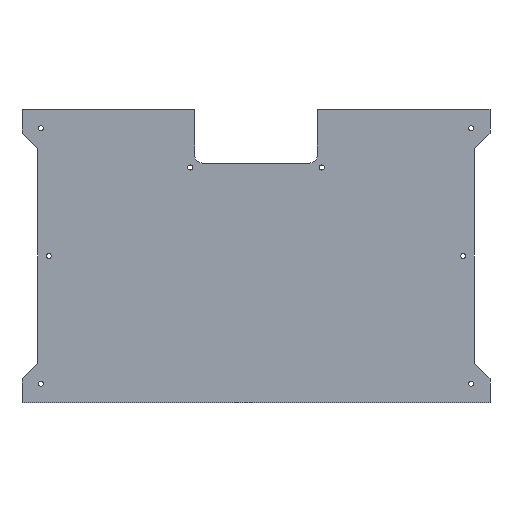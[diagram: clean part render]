
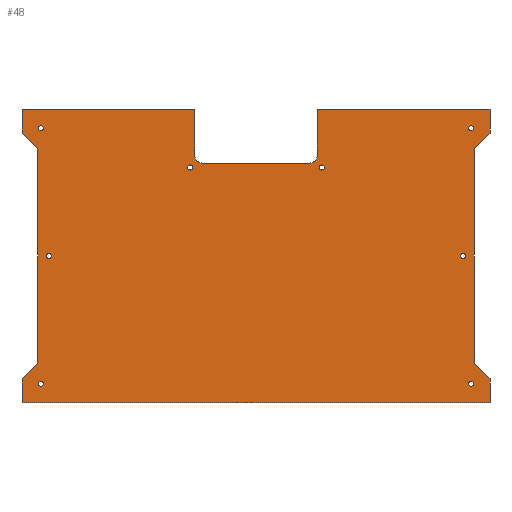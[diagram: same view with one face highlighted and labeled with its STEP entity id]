
A CAD part, front view. The second image highlights one B-rep face of the part: STEP entity #48.
In plain terms, the highlighted planar face has unit normal (0, -1, 0).
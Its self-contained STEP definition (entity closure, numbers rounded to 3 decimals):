
#48=ADVANCED_FACE('',(#300,#302,#304,#306,#308,#310,#312,#314,#316),#318,.F.);
#300=FACE_BOUND('',#301,.T.);
#301=EDGE_LOOP('',(#544,#545,#546,#547,#548,#549,#550,#551,#552,#553,#554,#555,#556,
#557,#558,#559,#560,#561));
#302=FACE_BOUND('',#303,.T.);
#303=EDGE_LOOP('',(#562));
#304=FACE_BOUND('',#305,.T.);
#305=EDGE_LOOP('',(#563));
#306=FACE_BOUND('',#307,.T.);
#307=EDGE_LOOP('',(#564));
#308=FACE_BOUND('',#309,.T.);
#309=EDGE_LOOP('',(#565));
#310=FACE_BOUND('',#311,.T.);
#311=EDGE_LOOP('',(#566));
#312=FACE_BOUND('',#313,.T.);
#313=EDGE_LOOP('',(#567));
#314=FACE_BOUND('',#315,.T.);
#315=EDGE_LOOP('',(#568));
#316=FACE_BOUND('',#317,.T.);
#317=EDGE_LOOP('',(#569));
#318=PLANE('',#319);
#319=AXIS2_PLACEMENT_3D('',#320,#321,#322);
#320=CARTESIAN_POINT('',(0.,0.,0.));
#321=DIRECTION('',(0.,1.,0.));
#322=DIRECTION('',(-1.,0.,0.));
#544=ORIENTED_EDGE('',*,*,#684,.T.);
#545=ORIENTED_EDGE('',*,*,#685,.T.);
#546=ORIENTED_EDGE('',*,*,#686,.T.);
#547=ORIENTED_EDGE('',*,*,#687,.T.);
#548=ORIENTED_EDGE('',*,*,#688,.F.);
#549=ORIENTED_EDGE('',*,*,#689,.F.);
#550=ORIENTED_EDGE('',*,*,#690,.F.);
#551=ORIENTED_EDGE('',*,*,#691,.F.);
#552=ORIENTED_EDGE('',*,*,#692,.F.);
#553=ORIENTED_EDGE('',*,*,#693,.F.);
#554=ORIENTED_EDGE('',*,*,#694,.F.);
#555=ORIENTED_EDGE('',*,*,#695,.F.);
#556=ORIENTED_EDGE('',*,*,#696,.F.);
#557=ORIENTED_EDGE('',*,*,#697,.F.);
#558=ORIENTED_EDGE('',*,*,#698,.F.);
#559=ORIENTED_EDGE('',*,*,#699,.F.);
#560=ORIENTED_EDGE('',*,*,#700,.F.);
#561=ORIENTED_EDGE('',*,*,#701,.T.);
#562=ORIENTED_EDGE('',*,*,#702,.T.);
#563=ORIENTED_EDGE('',*,*,#703,.T.);
#564=ORIENTED_EDGE('',*,*,#704,.T.);
#565=ORIENTED_EDGE('',*,*,#705,.T.);
#566=ORIENTED_EDGE('',*,*,#706,.T.);
#567=ORIENTED_EDGE('',*,*,#707,.T.);
#568=ORIENTED_EDGE('',*,*,#708,.T.);
#569=ORIENTED_EDGE('',*,*,#709,.T.);
#684=EDGE_CURVE('',#754,#755,#756,.T.);
#685=EDGE_CURVE('',#755,#757,#758,.T.);
#686=EDGE_CURVE('',#757,#759,#760,.T.);
#687=EDGE_CURVE('',#759,#761,#762,.T.);
#688=EDGE_CURVE('',#763,#761,#764,.T.);
#689=EDGE_CURVE('',#765,#763,#766,.T.);
#690=EDGE_CURVE('',#767,#765,#768,.T.);
#691=EDGE_CURVE('',#769,#767,#770,.T.);
#692=EDGE_CURVE('',#771,#769,#772,.T.);
#693=EDGE_CURVE('',#773,#771,#774,.T.);
#694=EDGE_CURVE('',#775,#773,#776,.T.);
#695=EDGE_CURVE('',#777,#775,#778,.T.);
#696=EDGE_CURVE('',#779,#777,#780,.T.);
#697=EDGE_CURVE('',#781,#779,#782,.T.);
#698=EDGE_CURVE('',#783,#781,#784,.T.);
#699=EDGE_CURVE('',#785,#783,#786,.T.);
#700=EDGE_CURVE('',#787,#785,#788,.T.);
#701=EDGE_CURVE('',#787,#754,#789,.T.);
#702=EDGE_CURVE('',#790,#790,#791,.T.);
#703=EDGE_CURVE('',#792,#792,#793,.T.);
#704=EDGE_CURVE('',#794,#794,#795,.T.);
#705=EDGE_CURVE('',#796,#796,#797,.T.);
#706=EDGE_CURVE('',#798,#798,#799,.T.);
#707=EDGE_CURVE('',#800,#800,#801,.T.);
#708=EDGE_CURVE('',#802,#802,#803,.T.);
#709=EDGE_CURVE('',#804,#804,#805,.T.);
#754=VERTEX_POINT('',#876);
#755=VERTEX_POINT('',#877);
#756=CIRCLE('',#878,5.);
#757=VERTEX_POINT('',#882);
#758=LINE('',#883,#884);
#759=VERTEX_POINT('',#886);
#760=CIRCLE('',#887,5.);
#761=VERTEX_POINT('',#891);
#762=LINE('',#892,#893);
#763=VERTEX_POINT('',#895);
#764=LINE('',#896,#897);
#765=VERTEX_POINT('',#899);
#766=LINE('',#900,#901);
#767=VERTEX_POINT('',#903);
#768=LINE('',#904,#905);
#769=VERTEX_POINT('',#907);
#770=LINE('',#908,#909);
#771=VERTEX_POINT('',#911);
#772=LINE('',#912,#913);
#773=VERTEX_POINT('',#915);
#774=LINE('',#916,#917);
#775=VERTEX_POINT('',#919);
#776=LINE('',#920,#921);
#777=VERTEX_POINT('',#923);
#778=LINE('',#924,#925);
#779=VERTEX_POINT('',#927);
#780=LINE('',#928,#929);
#781=VERTEX_POINT('',#931);
#782=LINE('',#932,#933);
#783=VERTEX_POINT('',#935);
#784=LINE('',#936,#937);
#785=VERTEX_POINT('',#939);
#786=LINE('',#940,#941);
#787=VERTEX_POINT('',#943);
#788=LINE('',#944,#945);
#789=LINE('',#947,#948);
#790=VERTEX_POINT('',#950);
#791=CIRCLE('',#951,1.6);
#792=VERTEX_POINT('',#955);
#793=CIRCLE('',#956,1.6);
#794=VERTEX_POINT('',#960);
#795=CIRCLE('',#961,1.6);
#796=VERTEX_POINT('',#965);
#797=CIRCLE('',#966,1.6);
#798=VERTEX_POINT('',#970);
#799=CIRCLE('',#971,1.6);
#800=VERTEX_POINT('',#975);
#801=CIRCLE('',#976,1.6);
#802=VERTEX_POINT('',#980);
#803=CIRCLE('',#981,1.6);
#804=VERTEX_POINT('',#985);
#805=CIRCLE('',#986,1.6);
#876=CARTESIAN_POINT('',(21.791,0.,58.642));
#877=CARTESIAN_POINT('',(16.791,0.,53.642));
#878=AXIS2_PLACEMENT_3D('',#879,#880,#881);
#879=CARTESIAN_POINT('',(16.791,0.,58.642));
#880=DIRECTION('',(0.,1.,0.));
#881=DIRECTION('',(1.,0.,0.));
#882=CARTESIAN_POINT('',(-51.209,0.,53.642));
#883=CARTESIAN_POINT('',(16.791,0.,53.642));
#884=VECTOR('',#885,1.);
#885=DIRECTION('',(-1.,0.,0.));
#886=CARTESIAN_POINT('',(-56.209,0.,58.642));
#887=AXIS2_PLACEMENT_3D('',#888,#889,#890);
#888=CARTESIAN_POINT('',(-51.209,0.,58.642));
#889=DIRECTION('',(0.,1.,0.));
#890=DIRECTION('',(0.,0.,-1.));
#891=CARTESIAN_POINT('',(-56.209,0.,87.642));
#892=CARTESIAN_POINT('',(-56.209,0.,58.642));
#893=VECTOR('',#894,1.);
#894=DIRECTION('',(0.,0.,1.));
#895=CARTESIAN_POINT('',(-165.709,0.,87.642));
#896=CARTESIAN_POINT('',(-165.709,0.,87.642));
#897=VECTOR('',#898,1.);
#898=DIRECTION('',(1.,0.,0.));
#899=CARTESIAN_POINT('',(-165.709,0.,72.642));
#900=CARTESIAN_POINT('',(-165.709,0.,72.642));
#901=VECTOR('',#902,1.);
#902=DIRECTION('',(0.,0.,1.));
#903=CARTESIAN_POINT('',(-155.709,0.,62.642));
#904=CARTESIAN_POINT('',(-155.709,0.,62.642));
#905=VECTOR('',#906,1.);
#906=DIRECTION('',(-0.707,0.,0.707));
#907=CARTESIAN_POINT('',(-155.709,0.,-73.358));
#908=CARTESIAN_POINT('',(-155.709,0.,-73.358));
#909=VECTOR('',#910,1.);
#910=DIRECTION('',(0.,0.,1.));
#911=CARTESIAN_POINT('',(-165.709,0.,-83.358));
#912=CARTESIAN_POINT('',(-165.709,0.,-83.358));
#913=VECTOR('',#914,1.);
#914=DIRECTION('',(0.707,0.,0.707));
#915=CARTESIAN_POINT('',(-165.709,0.,-98.358));
#916=CARTESIAN_POINT('',(-165.709,0.,-98.358));
#917=VECTOR('',#918,1.);
#918=DIRECTION('',(0.,0.,1.));
#919=CARTESIAN_POINT('',(131.291,0.,-98.358));
#920=CARTESIAN_POINT('',(131.291,0.,-98.358));
#921=VECTOR('',#922,1.);
#922=DIRECTION('',(-1.,0.,0.));
#923=CARTESIAN_POINT('',(131.291,0.,-83.358));
#924=CARTESIAN_POINT('',(131.291,0.,-83.358));
#925=VECTOR('',#926,1.);
#926=DIRECTION('',(0.,0.,-1.));
#927=CARTESIAN_POINT('',(121.291,0.,-73.358));
#928=CARTESIAN_POINT('',(121.291,0.,-73.358));
#929=VECTOR('',#930,1.);
#930=DIRECTION('',(0.707,0.,-0.707));
#931=CARTESIAN_POINT('',(121.291,0.,62.642));
#932=CARTESIAN_POINT('',(121.291,0.,62.642));
#933=VECTOR('',#934,1.);
#934=DIRECTION('',(0.,0.,-1.));
#935=CARTESIAN_POINT('',(131.291,0.,72.642));
#936=CARTESIAN_POINT('',(131.291,0.,72.642));
#937=VECTOR('',#938,1.);
#938=DIRECTION('',(-0.707,0.,-0.707));
#939=CARTESIAN_POINT('',(131.291,0.,87.642));
#940=CARTESIAN_POINT('',(131.291,0.,87.642));
#941=VECTOR('',#942,1.);
#942=DIRECTION('',(0.,0.,-1.));
#943=CARTESIAN_POINT('',(21.791,0.,87.642));
#944=CARTESIAN_POINT('',(21.791,0.,87.642));
#945=VECTOR('',#946,1.);
#946=DIRECTION('',(1.,0.,0.));
#947=CARTESIAN_POINT('',(21.791,0.,87.642));
#948=VECTOR('',#949,1.);
#949=DIRECTION('',(0.,0.,-1.));
#950=CARTESIAN_POINT('',(23.021,0.,50.812));
#951=AXIS2_PLACEMENT_3D('',#952,#953,#954);
#952=CARTESIAN_POINT('',(24.621,0.,50.812));
#953=DIRECTION('',(0.,1.,0.));
#954=DIRECTION('',(-1.,0.,0.));
#955=CARTESIAN_POINT('',(-60.639,0.,50.812));
#956=AXIS2_PLACEMENT_3D('',#957,#958,#959);
#957=CARTESIAN_POINT('',(-59.039,0.,50.812));
#958=DIRECTION('',(0.,1.,0.));
#959=DIRECTION('',(-1.,0.,0.));
#960=CARTESIAN_POINT('',(112.691,0.,-5.358));
#961=AXIS2_PLACEMENT_3D('',#962,#963,#964);
#962=CARTESIAN_POINT('',(114.291,0.,-5.358));
#963=DIRECTION('',(0.,1.,0.));
#964=DIRECTION('',(-1.,0.,0.));
#965=CARTESIAN_POINT('',(-150.309,0.,-5.358));
#966=AXIS2_PLACEMENT_3D('',#967,#968,#969);
#967=CARTESIAN_POINT('',(-148.709,0.,-5.358));
#968=DIRECTION('',(0.,1.,0.));
#969=DIRECTION('',(-1.,0.,0.));
#970=CARTESIAN_POINT('',(117.691,0.,75.642));
#971=AXIS2_PLACEMENT_3D('',#972,#973,#974);
#972=CARTESIAN_POINT('',(119.291,0.,75.642));
#973=DIRECTION('',(0.,1.,0.));
#974=DIRECTION('',(-1.,0.,0.));
#975=CARTESIAN_POINT('',(-155.309,0.,75.642));
#976=AXIS2_PLACEMENT_3D('',#977,#978,#979);
#977=CARTESIAN_POINT('',(-153.709,0.,75.642));
#978=DIRECTION('',(0.,1.,0.));
#979=DIRECTION('',(-1.,0.,0.));
#980=CARTESIAN_POINT('',(-155.309,0.,-86.358));
#981=AXIS2_PLACEMENT_3D('',#982,#983,#984);
#982=CARTESIAN_POINT('',(-153.709,0.,-86.358));
#983=DIRECTION('',(0.,1.,0.));
#984=DIRECTION('',(-1.,0.,0.));
#985=CARTESIAN_POINT('',(117.691,0.,-86.358));
#986=AXIS2_PLACEMENT_3D('',#987,#988,#989);
#987=CARTESIAN_POINT('',(119.291,0.,-86.358));
#988=DIRECTION('',(0.,1.,0.));
#989=DIRECTION('',(-1.,0.,0.));
